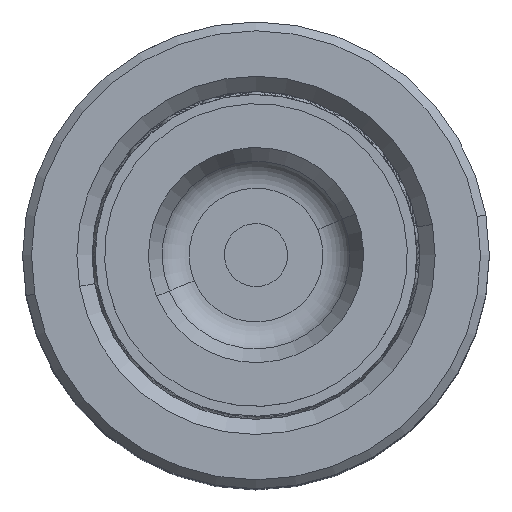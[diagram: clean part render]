
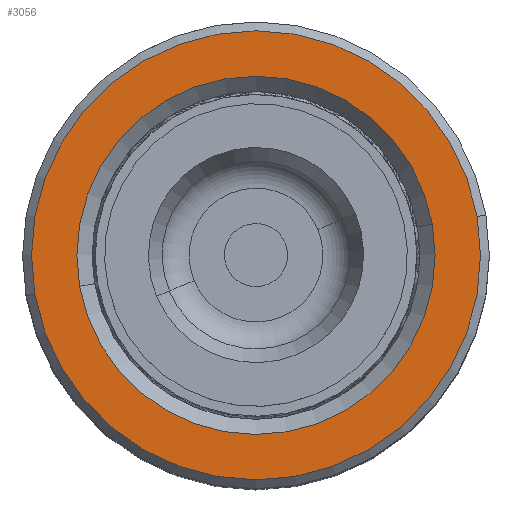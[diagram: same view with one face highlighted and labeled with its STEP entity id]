
A CAD part, top view. The second image highlights one B-rep face of the part: STEP entity #3056.
In plain terms, the highlighted planar face has unit normal (0, 0, 1).
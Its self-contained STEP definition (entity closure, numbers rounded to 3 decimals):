
#1209 = DIRECTION ( 'NONE',  ( 1., 0., 0. ) ) ;
#1328 = CARTESIAN_POINT ( 'NONE',  ( 0., 0., 60. ) ) ;
#2989 = CARTESIAN_POINT ( 'NONE',  ( 0., 0., 60. ) ) ;
#3056 = ADVANCED_FACE ( 'NONE', ( #13733, #31556 ), #18286, .T. ) ;
#3310 = AXIS2_PLACEMENT_3D ( 'NONE', #5497, #24129, #5764 ) ;
#3438 = CIRCLE ( 'NONE', #3310, 17.8 ) ;
#3952 = AXIS2_PLACEMENT_3D ( 'NONE', #36346, #8748, #27205 ) ;
#5385 = CARTESIAN_POINT ( 'NONE',  ( 0., 0., 60. ) ) ;
#5497 = CARTESIAN_POINT ( 'NONE',  ( 0., 0., 60. ) ) ;
#5764 = DIRECTION ( 'NONE',  ( 1., 0., 0. ) ) ;
#8748 = DIRECTION ( 'NONE',  ( 0., 0., 1. ) ) ;
#13733 = FACE_OUTER_BOUND ( 'NONE', #22652, .T. ) ;
#13846 = EDGE_CURVE ( 'NONE', #18064, #34788, #22095, .T. ) ;
#15043 = EDGE_CURVE ( 'NONE', #34788, #18064, #36000, .T. ) ;
#15935 = ORIENTED_EDGE ( 'NONE', *, *, #13846, .T. ) ;
#16349 = VERTEX_POINT ( 'NONE', #31981 ) ;
#16543 = ORIENTED_EDGE ( 'NONE', *, *, #26775, .T. ) ;
#17834 = DIRECTION ( 'NONE',  ( 1., 0., 0. ) ) ;
#18064 = VERTEX_POINT ( 'NONE', #21332 ) ;
#18286 = PLANE ( 'NONE',  #20304 ) ;
#20304 = AXIS2_PLACEMENT_3D ( 'NONE', #2989, #24342, #21519 ) ;
#21050 = VERTEX_POINT ( 'NONE', #22621 ) ;
#21332 = CARTESIAN_POINT ( 'NONE',  ( -14.2, 0., 60. ) ) ;
#21519 = DIRECTION ( 'NONE',  ( 1., 0., 0. ) ) ;
#21922 = ORIENTED_EDGE ( 'NONE', *, *, #15043, .T. ) ;
#22095 = CIRCLE ( 'NONE', #33854, 14.2 ) ;
#22425 = CIRCLE ( 'NONE', #3952, 17.8 ) ;
#22621 = CARTESIAN_POINT ( 'NONE',  ( -17.8, 0., 60. ) ) ;
#22652 = EDGE_LOOP ( 'NONE', ( #16543, #28969 ) ) ;
#24129 = DIRECTION ( 'NONE',  ( 0., 0., 1. ) ) ;
#24342 = DIRECTION ( 'NONE',  ( 0., 0., 1. ) ) ;
#25918 = DIRECTION ( 'NONE',  ( 0., 0., -1. ) ) ;
#26775 = EDGE_CURVE ( 'NONE', #21050, #16349, #3438, .T. ) ;
#27205 = DIRECTION ( 'NONE',  ( 1., 0., 0. ) ) ;
#28969 = ORIENTED_EDGE ( 'NONE', *, *, #37433, .T. ) ;
#30550 = EDGE_LOOP ( 'NONE', ( #21922, #15935 ) ) ;
#31556 = FACE_BOUND ( 'NONE', #30550, .T. ) ;
#31981 = CARTESIAN_POINT ( 'NONE',  ( 17.8, 0., 60. ) ) ;
#33100 = AXIS2_PLACEMENT_3D ( 'NONE', #5385, #36512, #17834 ) ;
#33558 = CARTESIAN_POINT ( 'NONE',  ( 14.2, 0., 60. ) ) ;
#33854 = AXIS2_PLACEMENT_3D ( 'NONE', #1328, #25918, #1209 ) ;
#34788 = VERTEX_POINT ( 'NONE', #33558 ) ;
#36000 = CIRCLE ( 'NONE', #33100, 14.2 ) ;
#36346 = CARTESIAN_POINT ( 'NONE',  ( 0., 0., 60. ) ) ;
#36512 = DIRECTION ( 'NONE',  ( 0., 0., -1. ) ) ;
#37433 = EDGE_CURVE ( 'NONE', #16349, #21050, #22425, .T. ) ;
